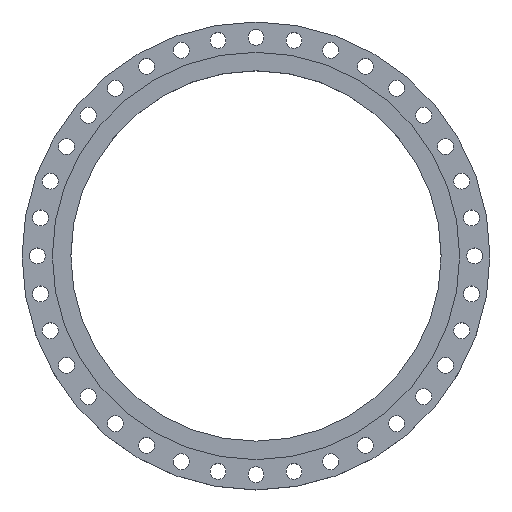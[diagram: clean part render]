
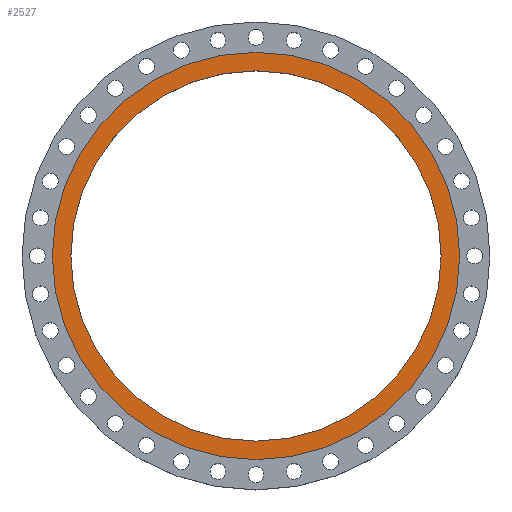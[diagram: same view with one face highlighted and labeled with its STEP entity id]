
A CAD part, top view. The second image highlights one B-rep face of the part: STEP entity #2527.
In plain terms, the highlighted planar face has unit normal (0, 0, 1).
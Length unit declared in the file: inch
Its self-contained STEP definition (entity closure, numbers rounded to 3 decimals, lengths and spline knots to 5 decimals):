
#106 = DIRECTION ( 'NONE',  ( 0., 0., -1. ) ) ;
#121 = PLANE ( 'NONE',  #3109 ) ;
#144 = CIRCLE ( 'NONE', #2950, 30.25 ) ;
#365 = ORIENTED_EDGE ( 'NONE', *, *, #2941, .T. ) ;
#419 = AXIS2_PLACEMENT_3D ( 'NONE', #942, #3103, #2882 ) ;
#503 = CARTESIAN_POINT ( 'NONE',  ( 0., 0., 0. ) ) ;
#678 = EDGE_LOOP ( 'NONE', ( #3106, #365 ) ) ;
#746 = CARTESIAN_POINT ( 'NONE',  ( 27.5, 0., 0. ) ) ;
#822 = CIRCLE ( 'NONE', #2618, 27.5 ) ;
#912 = ORIENTED_EDGE ( 'NONE', *, *, #1218, .F. ) ;
#942 = CARTESIAN_POINT ( 'NONE',  ( 0., 0., 0. ) ) ;
#970 = DIRECTION ( 'NONE',  ( 1., 0., 0. ) ) ;
#1010 = CARTESIAN_POINT ( 'NONE',  ( 30.25, 0., 0. ) ) ;
#1029 = FACE_BOUND ( 'NONE', #2774, .T. ) ;
#1084 = EDGE_CURVE ( 'NONE', #2906, #2026, #1848, .T. ) ;
#1218 = EDGE_CURVE ( 'NONE', #3056, #1398, #822, .T. ) ;
#1394 = DIRECTION ( 'NONE',  ( 1., 0., 0. ) ) ;
#1398 = VERTEX_POINT ( 'NONE', #2113 ) ;
#1549 = CARTESIAN_POINT ( 'NONE',  ( 0., 0., 0. ) ) ;
#1601 = DIRECTION ( 'NONE',  ( 0., 0., 1. ) ) ;
#1721 = CIRCLE ( 'NONE', #2900, 27.5 ) ;
#1753 = DIRECTION ( 'NONE',  ( 0., 0., 1. ) ) ;
#1848 = CIRCLE ( 'NONE', #419, 30.25 ) ;
#1978 = ORIENTED_EDGE ( 'NONE', *, *, #2583, .F. ) ;
#2026 = VERTEX_POINT ( 'NONE', #2201 ) ;
#2071 = CARTESIAN_POINT ( 'NONE',  ( 0., 0., 0. ) ) ;
#2113 = CARTESIAN_POINT ( 'NONE',  ( -27.5, 0., 0. ) ) ;
#2122 = CARTESIAN_POINT ( 'NONE',  ( 0., 27.5, 0. ) ) ;
#2201 = CARTESIAN_POINT ( 'NONE',  ( -30.25, 0., 0. ) ) ;
#2292 = DIRECTION ( 'NONE',  ( 1., 0., 0. ) ) ;
#2510 = DIRECTION ( 'NONE',  ( 0., 0., 1. ) ) ;
#2527 = ADVANCED_FACE ( 'NONE', ( #1029, #2766 ), #121, .F. ) ;
#2583 = EDGE_CURVE ( 'NONE', #1398, #3056, #1721, .T. ) ;
#2618 = AXIS2_PLACEMENT_3D ( 'NONE', #503, #2510, #970 ) ;
#2766 = FACE_OUTER_BOUND ( 'NONE', #678, .T. ) ;
#2774 = EDGE_LOOP ( 'NONE', ( #912, #1978 ) ) ;
#2815 = DIRECTION ( 'NONE',  ( -1., 0., 0. ) ) ;
#2882 = DIRECTION ( 'NONE',  ( 1., 0., 0. ) ) ;
#2900 = AXIS2_PLACEMENT_3D ( 'NONE', #2071, #1601, #1394 ) ;
#2906 = VERTEX_POINT ( 'NONE', #1010 ) ;
#2941 = EDGE_CURVE ( 'NONE', #2026, #2906, #144, .T. ) ;
#2950 = AXIS2_PLACEMENT_3D ( 'NONE', #1549, #1753, #2292 ) ;
#3056 = VERTEX_POINT ( 'NONE', #746 ) ;
#3103 = DIRECTION ( 'NONE',  ( 0., 0., 1. ) ) ;
#3106 = ORIENTED_EDGE ( 'NONE', *, *, #1084, .T. ) ;
#3109 = AXIS2_PLACEMENT_3D ( 'NONE', #2122, #106, #2815 ) ;
